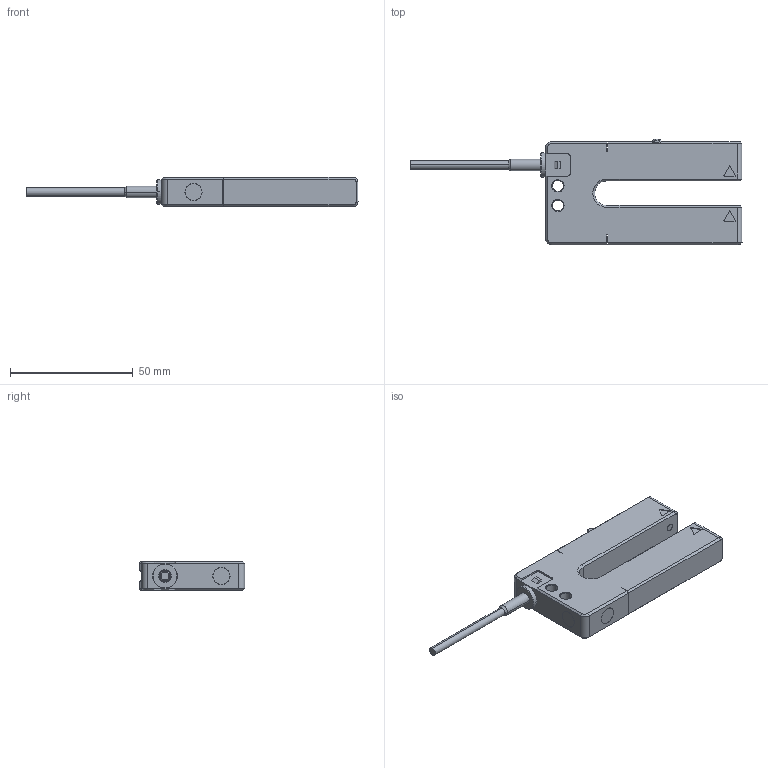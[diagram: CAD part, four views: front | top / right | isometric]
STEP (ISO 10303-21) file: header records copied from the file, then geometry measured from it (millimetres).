
FILE_DESCRIPTION((''),'2;1');
FILE_NAME('137646_SW','2010-09-28T',('banengservice'),('BANNER ENGINEERING'),'PRO/ENGINEER BY PARAMETRIC TECHNOLOGY CORPORATION, 2009141','PRO/ENGINEER BY PARAMETRIC TECHNOLOGY CORPORATION, 2009141','');
FILE_SCHEMA(('CONFIG_CONTROL_DESIGN'));
Length unit declared in the file: inch
Products named in the file (1): 137646_SW
Bounding box: 135.25 x 43 x 12 mm (x, y, z)
Volume: 21885.9 mm3; surface area: 22699.8 mm2
Topology: 2 solids, 2 shells, 1011 faces, 2681 edges, 1697 vertices
Faces by surface type: plane 558, cylinder 301, cone 120, torus 29, bspline 3
Entity records: 32747 total; most frequent: CARTESIAN_POINT 7245, ORIENTED_EDGE 5354, DIRECTION 5324, EDGE_CURVE 2677, AXIS2_PLACEMENT_3D 1784, VECTOR 1756, LINE 1756, VERTEX_POINT 1697
